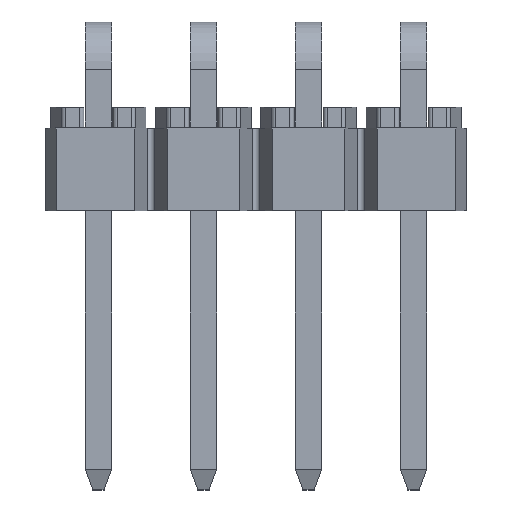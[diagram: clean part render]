
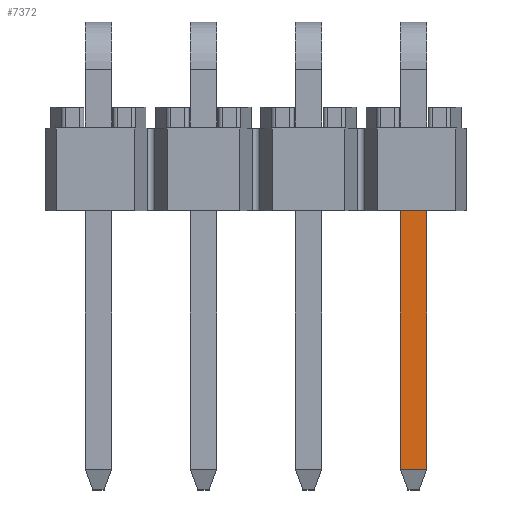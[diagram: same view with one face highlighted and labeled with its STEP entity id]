
A CAD part, top view. The second image highlights one B-rep face of the part: STEP entity #7372.
In plain terms, the highlighted planar face has unit normal (0, 0, 1).
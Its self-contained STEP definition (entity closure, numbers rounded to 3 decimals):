
#85 = CARTESIAN_POINT ( 'NONE',  ( 3.493, -1., 0.318 ) ) ;
#306 = LINE ( 'NONE', #3121, #8342 ) ;
#930 = CARTESIAN_POINT ( 'NONE',  ( 3.493, -1., 0.318 ) ) ;
#1202 = CARTESIAN_POINT ( 'NONE',  ( 4.128, -1., 0.318 ) ) ;
#1308 = CARTESIAN_POINT ( 'NONE',  ( 3.493, -7.25, 0.318 ) ) ;
#1503 = AXIS2_PLACEMENT_3D ( 'NONE', #930, #3301, #4134 ) ;
#1730 = VERTEX_POINT ( 'NONE', #5841 ) ;
#1777 = PLANE ( 'NONE',  #1503 ) ;
#2314 = EDGE_CURVE ( 'NONE', #8091, #3044, #7179, .T. ) ;
#2359 = DIRECTION ( 'NONE',  ( 0., -1., 0. ) ) ;
#2496 = DIRECTION ( 'NONE',  ( 1., 0., 0. ) ) ;
#2598 = CARTESIAN_POINT ( 'NONE',  ( 3.493, -1., 0.318 ) ) ;
#3008 = VECTOR ( 'NONE', #8052, 1000. ) ;
#3044 = VERTEX_POINT ( 'NONE', #1202 ) ;
#3121 = CARTESIAN_POINT ( 'NONE',  ( 4.128, -1., 0.318 ) ) ;
#3301 = DIRECTION ( 'NONE',  ( 0., 0., 1. ) ) ;
#3973 = VECTOR ( 'NONE', #5425, 1000. ) ;
#4033 = CARTESIAN_POINT ( 'NONE',  ( 3.493, -1., 0.318 ) ) ;
#4134 = DIRECTION ( 'NONE',  ( 1., 0., 0. ) ) ;
#4296 = ORIENTED_EDGE ( 'NONE', *, *, #5654, .F. ) ;
#4356 = EDGE_CURVE ( 'NONE', #8091, #9876, #9358, .T. ) ;
#4370 = ORIENTED_EDGE ( 'NONE', *, *, #4356, .T. ) ;
#4982 = CARTESIAN_POINT ( 'NONE',  ( 4.128, -7.25, 0.318 ) ) ;
#5162 = LINE ( 'NONE', #4982, #3008 ) ;
#5404 = VECTOR ( 'NONE', #2496, 1000. ) ;
#5425 = DIRECTION ( 'NONE',  ( 0., -1., 0. ) ) ;
#5654 = EDGE_CURVE ( 'NONE', #3044, #1730, #306, .T. ) ;
#5841 = CARTESIAN_POINT ( 'NONE',  ( 4.128, -7.25, 0.318 ) ) ;
#6121 = EDGE_CURVE ( 'NONE', #1730, #9876, #5162, .T. ) ;
#6329 = FACE_OUTER_BOUND ( 'NONE', #7053, .T. ) ;
#7053 = EDGE_LOOP ( 'NONE', ( #4296, #8184, #4370, #8923 ) ) ;
#7179 = LINE ( 'NONE', #85, #5404 ) ;
#7372 = ADVANCED_FACE ( 'NONE', ( #6329 ), #1777, .T. ) ;
#8052 = DIRECTION ( 'NONE',  ( -1., 0., 0. ) ) ;
#8091 = VERTEX_POINT ( 'NONE', #2598 ) ;
#8184 = ORIENTED_EDGE ( 'NONE', *, *, #2314, .F. ) ;
#8342 = VECTOR ( 'NONE', #2359, 1000. ) ;
#8923 = ORIENTED_EDGE ( 'NONE', *, *, #6121, .F. ) ;
#9358 = LINE ( 'NONE', #4033, #3973 ) ;
#9876 = VERTEX_POINT ( 'NONE', #1308 ) ;
